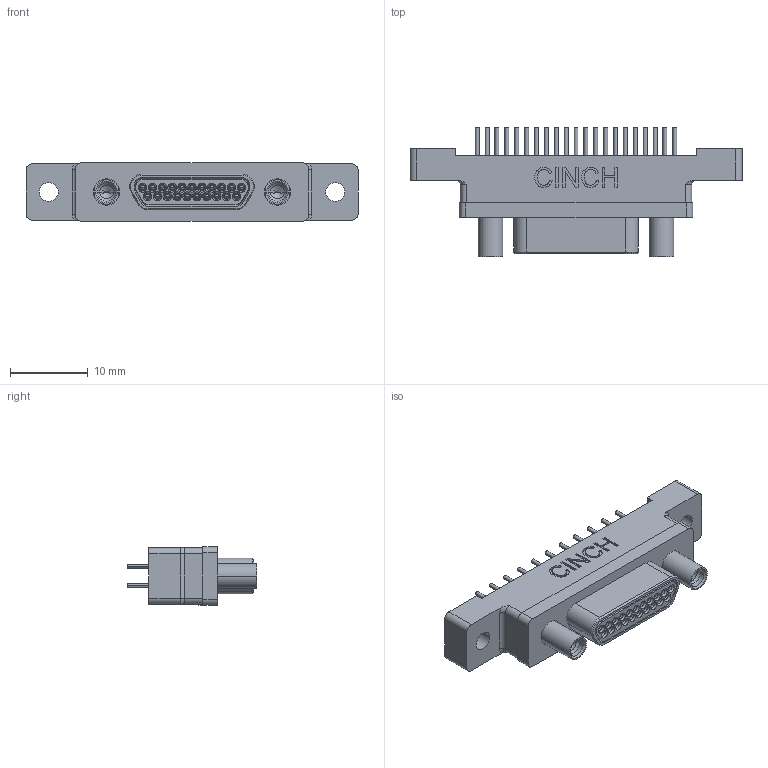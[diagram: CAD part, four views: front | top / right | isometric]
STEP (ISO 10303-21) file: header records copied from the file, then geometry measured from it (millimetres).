
FILE_DESCRIPTION((''),'2;1');
FILE_NAME('DF2806840001000_ASM','2010-02-19T',('m.barraclough'),(''),'PRO/ENGINEER BY PARAMETRIC TECHNOLOGY CORPORATION, 2006240','PRO/ENGINEER BY PARAMETRIC TECHNOLOGY CORPORATION, 2006240','');
FILE_SCHEMA(('CONFIG_CONTROL_DESIGN'));
Length unit declared in the file: millimetre
Products named in the file (1): DF2806840001000_ASM
Bounding box: 42.67 x 16.64 x 7.5 mm (x, y, z)
Volume: 2376.5 mm3; surface area: 2795 mm2
Topology: 1 solids, 1 shells, 866 faces, 1926 edges, 1133 vertices
Faces by surface type: cylinder 360, plane 188, cone 106, torus 88, bspline 42, sphere 42, extrusion 40
Entity records: 24859 total; most frequent: CARTESIAN_POINT 5384, DIRECTION 4444, ORIENTED_EDGE 3760, EDGE_CURVE 1880, AXIS2_PLACEMENT_3D 1824, VERTEX_POINT 1133, CIRCLE 1040, EDGE_LOOP 991
